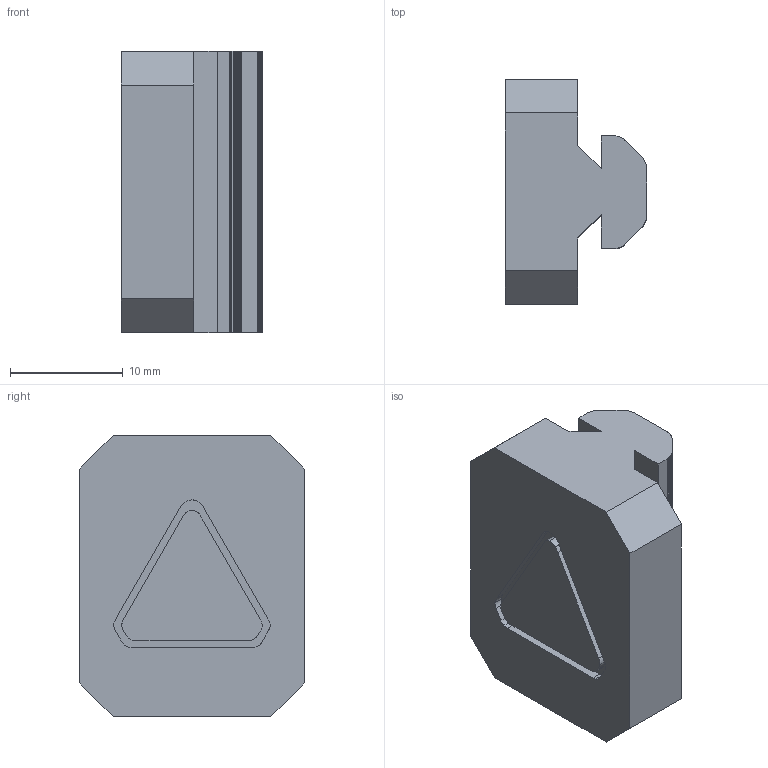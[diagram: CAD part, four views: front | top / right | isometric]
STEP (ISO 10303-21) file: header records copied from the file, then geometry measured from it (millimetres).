
FILE_DESCRIPTION(/* description */ (''),/* implementation_level */ '2;1');
FILE_NAME(/* name */ 'RUBBER_FEET.step',/* time_stamp */ '2021-09-10T00:01:47+02:00',/* author */ (''),/* organization */ (''),/* preprocessor_version */ 'ST-DEVELOPER v18.1',/* originating_system */ 'Autodesk Translation Framework v10.10.0.1391',/* authorisation */ '');
FILE_SCHEMA (('AUTOMOTIVE_DESIGN { 1 0 10303 214 3 1 1 }'));
Length unit declared in the file: millimetre
Products named in the file (1): RUBBER_FEET
Bounding box: 12.56 x 20 x 25 mm (x, y, z)
Volume: 4276.4 mm3; surface area: 2126.1 mm2
Topology: 1 solids, 1 shells, 99 faces, 285 edges, 190 vertices
Faces by surface type: plane 70, bspline 29
Entity records: 3598 total; most frequent: CARTESIAN_POINT 1186, ORIENTED_EDGE 570, DIRECTION 369, EDGE_CURVE 285, LINE 227, VECTOR 227, VERTEX_POINT 190, EDGE_LOOP 101
